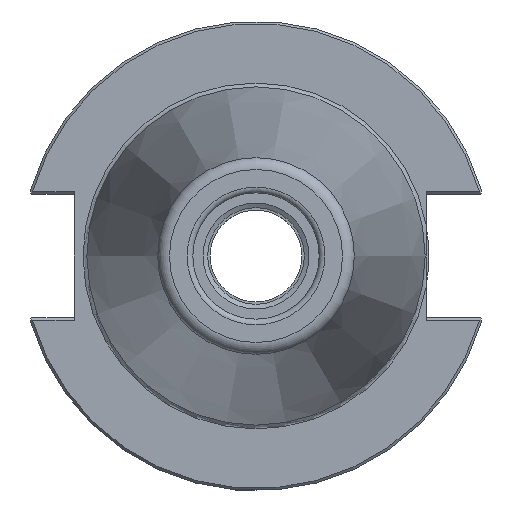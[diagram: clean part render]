
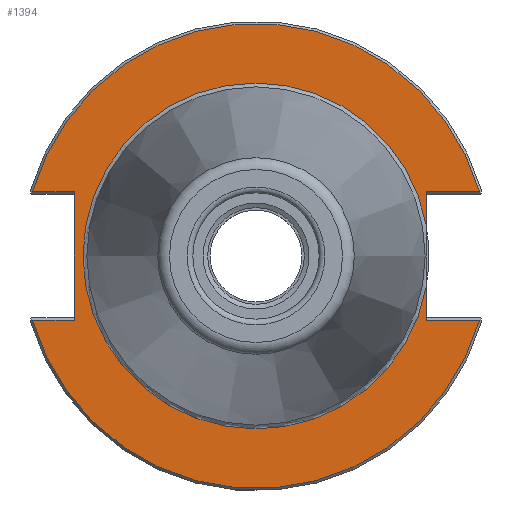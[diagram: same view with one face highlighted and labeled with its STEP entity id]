
A CAD part, left-side view. The second image highlights one B-rep face of the part: STEP entity #1394.
In plain terms, the highlighted planar face has unit normal (-1, 0, 0).
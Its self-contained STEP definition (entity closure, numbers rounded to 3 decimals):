
#77=PLANE('',#1513);
#122=CIRCLE('',#1511,48.249);
#124=CIRCLE('',#1514,35.899);
#125=CIRCLE('',#1515,35.899);
#126=CIRCLE('',#1516,48.249);
#232=FACE_OUTER_BOUND('',#306,.T.);
#306=EDGE_LOOP('',(#1032,#1033,#1034,#1035,#1036,#1037,#1038,#1039,#1040,
#1041,#1042));
#398=LINE('',#2332,#475);
#401=LINE('',#2391,#478);
#402=LINE('',#2397,#479);
#403=LINE('',#2399,#480);
#404=LINE('',#2403,#481);
#405=LINE('',#2405,#482);
#406=LINE('',#2406,#483);
#475=VECTOR('',#1751,10.);
#478=VECTOR('',#1770,10.);
#479=VECTOR('',#1775,10.);
#480=VECTOR('',#1776,10.);
#481=VECTOR('',#1779,10.);
#482=VECTOR('',#1780,10.);
#483=VECTOR('',#1781,10.);
#592=VERTEX_POINT('',#2329);
#593=VERTEX_POINT('',#2331);
#601=VERTEX_POINT('',#2378);
#604=VERTEX_POINT('',#2390);
#605=VERTEX_POINT('',#2392);
#606=VERTEX_POINT('',#2394);
#607=VERTEX_POINT('',#2396);
#608=VERTEX_POINT('',#2398);
#609=VERTEX_POINT('',#2400);
#610=VERTEX_POINT('',#2402);
#611=VERTEX_POINT('',#2404);
#761=EDGE_CURVE('',#592,#593,#398,.T.);
#773=EDGE_CURVE('',#593,#601,#122,.T.);
#777=EDGE_CURVE('',#592,#604,#401,.T.);
#778=EDGE_CURVE('',#604,#605,#124,.T.);
#779=EDGE_CURVE('',#605,#606,#125,.T.);
#780=EDGE_CURVE('',#606,#607,#402,.T.);
#781=EDGE_CURVE('',#608,#607,#403,.T.);
#782=EDGE_CURVE('',#609,#608,#126,.T.);
#783=EDGE_CURVE('',#610,#609,#404,.T.);
#784=EDGE_CURVE('',#610,#611,#405,.T.);
#785=EDGE_CURVE('',#601,#611,#406,.T.);
#1032=ORIENTED_EDGE('',*,*,#761,.F.);
#1033=ORIENTED_EDGE('',*,*,#777,.T.);
#1034=ORIENTED_EDGE('',*,*,#778,.T.);
#1035=ORIENTED_EDGE('',*,*,#779,.T.);
#1036=ORIENTED_EDGE('',*,*,#780,.T.);
#1037=ORIENTED_EDGE('',*,*,#781,.F.);
#1038=ORIENTED_EDGE('',*,*,#782,.F.);
#1039=ORIENTED_EDGE('',*,*,#783,.F.);
#1040=ORIENTED_EDGE('',*,*,#784,.T.);
#1041=ORIENTED_EDGE('',*,*,#785,.F.);
#1042=ORIENTED_EDGE('',*,*,#773,.F.);
#1394=ADVANCED_FACE('',(#232),#77,.T.);
#1511=AXIS2_PLACEMENT_3D('',#2379,#1764,#1765);
#1513=AXIS2_PLACEMENT_3D('',#2389,#1768,#1769);
#1514=AXIS2_PLACEMENT_3D('',#2393,#1771,#1772);
#1515=AXIS2_PLACEMENT_3D('',#2395,#1773,#1774);
#1516=AXIS2_PLACEMENT_3D('',#2401,#1777,#1778);
#1751=DIRECTION('',(0.,-1.,0.));
#1764=DIRECTION('center_axis',(1.,0.,0.));
#1765=DIRECTION('ref_axis',(0.,0.,-1.));
#1768=DIRECTION('center_axis',(-1.,0.,0.));
#1769=DIRECTION('ref_axis',(0.,0.,1.));
#1770=DIRECTION('',(0.,0.,1.));
#1771=DIRECTION('center_axis',(1.,0.,0.));
#1772=DIRECTION('ref_axis',(0.,0.,-1.));
#1773=DIRECTION('center_axis',(1.,0.,0.));
#1774=DIRECTION('ref_axis',(0.,0.,-1.));
#1775=DIRECTION('',(0.,0.,1.));
#1776=DIRECTION('',(0.,1.,0.));
#1777=DIRECTION('center_axis',(1.,0.,0.));
#1778=DIRECTION('ref_axis',(0.,0.,-1.));
#1779=DIRECTION('',(0.,1.,0.));
#1780=DIRECTION('',(0.,0.,-1.));
#1781=DIRECTION('',(0.,-1.,0.));
#2329=CARTESIAN_POINT('',(3.175,-35.3,-13.325));
#2331=CARTESIAN_POINT('',(3.175,-46.373,-13.325));
#2332=CARTESIAN_POINT('',(3.175,-13.707,-13.325));
#2378=CARTESIAN_POINT('',(3.175,46.373,-13.325));
#2379=CARTESIAN_POINT('Origin',(3.175,0.,0.));
#2389=CARTESIAN_POINT('Origin',(3.175,48.249,0.));
#2390=CARTESIAN_POINT('',(3.175,-35.3,-6.533));
#2391=CARTESIAN_POINT('',(3.175,-35.3,-6.413));
#2392=CARTESIAN_POINT('',(3.175,0.,35.899));
#2393=CARTESIAN_POINT('Origin',(3.175,0.,0.));
#2394=CARTESIAN_POINT('',(3.175,-35.3,6.533));
#2395=CARTESIAN_POINT('Origin',(3.175,0.,0.));
#2396=CARTESIAN_POINT('',(3.175,-35.3,13.325));
#2397=CARTESIAN_POINT('',(3.175,-35.3,-6.413));
#2398=CARTESIAN_POINT('',(3.175,-46.373,13.325));
#2399=CARTESIAN_POINT('',(3.175,6.475,13.325));
#2400=CARTESIAN_POINT('',(3.175,46.373,13.325));
#2401=CARTESIAN_POINT('Origin',(3.175,0.,0.));
#2402=CARTESIAN_POINT('',(3.175,37.7,13.325));
#2403=CARTESIAN_POINT('',(3.175,61.395,13.325));
#2404=CARTESIAN_POINT('',(3.175,37.7,-13.325));
#2405=CARTESIAN_POINT('',(3.175,37.7,6.413));
#2406=CARTESIAN_POINT('',(3.175,42.975,-13.325));
